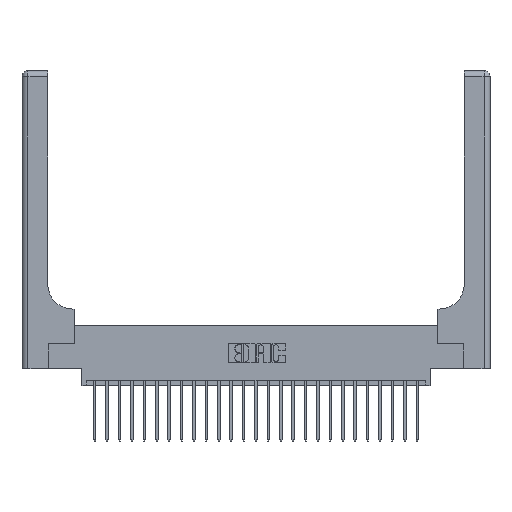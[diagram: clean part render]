
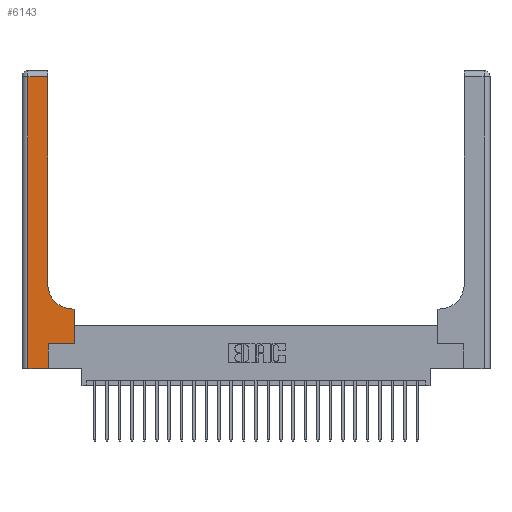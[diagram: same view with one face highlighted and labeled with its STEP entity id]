
A CAD part, top view. The second image highlights one B-rep face of the part: STEP entity #6143.
In plain terms, the highlighted planar face has unit normal (0, 0, 1).
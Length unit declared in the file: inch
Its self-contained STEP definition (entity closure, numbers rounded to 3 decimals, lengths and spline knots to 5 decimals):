
#277 = LINE ( 'NONE', #7332, #24723 ) ;
#322 = ORIENTED_EDGE ( 'NONE', *, *, #16746, .T. ) ;
#814 = LINE ( 'NONE', #3343, #10581 ) ;
#952 = ORIENTED_EDGE ( 'NONE', *, *, #6839, .T. ) ;
#1032 = CARTESIAN_POINT ( 'NONE',  ( 0.265, 0.25, 0.37 ) ) ;
#1181 = ORIENTED_EDGE ( 'NONE', *, *, #10063, .T. ) ;
#2034 = LINE ( 'NONE', #10520, #6004 ) ;
#2327 = VECTOR ( 'NONE', #21062, 39.37008 ) ;
#2730 = PLANE ( 'NONE',  #24964 ) ;
#3056 = VERTEX_POINT ( 'NONE', #12104 ) ;
#3082 = DIRECTION ( 'NONE',  ( 0., 1., 0. ) ) ;
#3206 = CARTESIAN_POINT ( 'NONE',  ( 0.26, 0.85, 0.37 ) ) ;
#3343 = CARTESIAN_POINT ( 'NONE',  ( 0.26, 0.6, 0.37 ) ) ;
#4873 = CARTESIAN_POINT ( 'NONE',  ( 0.06, 0., 0.37 ) ) ;
#5294 = DIRECTION ( 'NONE',  ( -1., 0., 0. ) ) ;
#5694 = VERTEX_POINT ( 'NONE', #10588 ) ;
#5914 = CIRCLE ( 'NONE', #7633, 0.25 ) ;
#6004 = VECTOR ( 'NONE', #16377, 39.37008 ) ;
#6143 = ADVANCED_FACE ( 'NONE', ( #21157 ), #2730, .F. ) ;
#6687 = EDGE_CURVE ( 'NONE', #3056, #16588, #24953, .T. ) ;
#6742 = DIRECTION ( 'NONE',  ( -1., 0., 0. ) ) ;
#6839 = EDGE_CURVE ( 'NONE', #15777, #3056, #2034, .T. ) ;
#6913 = ORIENTED_EDGE ( 'NONE', *, *, #7021, .T. ) ;
#7021 = EDGE_CURVE ( 'NONE', #21579, #7959, #12693, .T. ) ;
#7332 = CARTESIAN_POINT ( 'NONE',  ( 0., 0., 0.37 ) ) ;
#7633 = AXIS2_PLACEMENT_3D ( 'NONE', #19572, #8009, #21463 ) ;
#7874 = EDGE_CURVE ( 'NONE', #16197, #15777, #17786, .T. ) ;
#7959 = VERTEX_POINT ( 'NONE', #4873 ) ;
#8009 = DIRECTION ( 'NONE',  ( 0., 0., -1. ) ) ;
#8202 = CARTESIAN_POINT ( 'NONE',  ( 0.265, 0., 0.37 ) ) ;
#8352 = DIRECTION ( 'NONE',  ( -1., 0., 0. ) ) ;
#9044 = VECTOR ( 'NONE', #8352, 39.37008 ) ;
#9453 = VERTEX_POINT ( 'NONE', #11109 ) ;
#10063 = EDGE_CURVE ( 'NONE', #23379, #9453, #11975, .T. ) ;
#10520 = CARTESIAN_POINT ( 'NONE',  ( 0.265, 0.25, 0.37 ) ) ;
#10581 = VECTOR ( 'NONE', #5294, 39.37008 ) ;
#10588 = CARTESIAN_POINT ( 'NONE',  ( 0.51, 0.6, 0.37 ) ) ;
#10856 = ORIENTED_EDGE ( 'NONE', *, *, #19953, .T. ) ;
#11109 = CARTESIAN_POINT ( 'NONE',  ( 0.26, 2.94, 0.37 ) ) ;
#11799 = CARTESIAN_POINT ( 'NONE',  ( 0.06, 2.94, 0.37 ) ) ;
#11975 = LINE ( 'NONE', #12784, #21586 ) ;
#12104 = CARTESIAN_POINT ( 'NONE',  ( 0.528, 0.25, 0.37 ) ) ;
#12519 = CARTESIAN_POINT ( 'NONE',  ( 0., 3., 0.37 ) ) ;
#12693 = LINE ( 'NONE', #19157, #2327 ) ;
#12784 = CARTESIAN_POINT ( 'NONE',  ( 0.26, 3., 0.37 ) ) ;
#12813 = EDGE_CURVE ( 'NONE', #7959, #16197, #277, .T. ) ;
#13190 = DIRECTION ( 'NONE',  ( 1., 0., 0. ) ) ;
#13919 = ORIENTED_EDGE ( 'NONE', *, *, #6687, .T. ) ;
#13940 = CARTESIAN_POINT ( 'NONE',  ( 0.528, 0.25, 0.37 ) ) ;
#14162 = EDGE_CURVE ( 'NONE', #16588, #5694, #814, .T. ) ;
#14371 = EDGE_LOOP ( 'NONE', ( #1181, #322, #6913, #19378, #17983, #952, #13919, #14509, #10856 ) ) ;
#14509 = ORIENTED_EDGE ( 'NONE', *, *, #14162, .T. ) ;
#14857 = VECTOR ( 'NONE', #23540, 39.37008 ) ;
#15777 = VERTEX_POINT ( 'NONE', #1032 ) ;
#16197 = VERTEX_POINT ( 'NONE', #8202 ) ;
#16272 = DIRECTION ( 'NONE',  ( 0., 1., 0. ) ) ;
#16377 = DIRECTION ( 'NONE',  ( 1., 0., 0. ) ) ;
#16588 = VERTEX_POINT ( 'NONE', #17300 ) ;
#16746 = EDGE_CURVE ( 'NONE', #9453, #21579, #24294, .T. ) ;
#17174 = VECTOR ( 'NONE', #16272, 39.37008 ) ;
#17300 = CARTESIAN_POINT ( 'NONE',  ( 0.528, 0.6, 0.37 ) ) ;
#17786 = LINE ( 'NONE', #20133, #17174 ) ;
#17892 = CARTESIAN_POINT ( 'NONE',  ( 0., 2.94, 0.37 ) ) ;
#17983 = ORIENTED_EDGE ( 'NONE', *, *, #7874, .T. ) ;
#18352 = DIRECTION ( 'NONE',  ( 0., 0., -1. ) ) ;
#19157 = CARTESIAN_POINT ( 'NONE',  ( 0.06, 3., 0.37 ) ) ;
#19378 = ORIENTED_EDGE ( 'NONE', *, *, #12813, .T. ) ;
#19572 = CARTESIAN_POINT ( 'NONE',  ( 0.51, 0.85, 0.37 ) ) ;
#19953 = EDGE_CURVE ( 'NONE', #5694, #23379, #5914, .T. ) ;
#20133 = CARTESIAN_POINT ( 'NONE',  ( 0.265, 0., 0.37 ) ) ;
#21062 = DIRECTION ( 'NONE',  ( 0., -1., 0. ) ) ;
#21157 = FACE_OUTER_BOUND ( 'NONE', #14371, .T. ) ;
#21463 = DIRECTION ( 'NONE',  ( 1., 0., 0. ) ) ;
#21579 = VERTEX_POINT ( 'NONE', #11799 ) ;
#21586 = VECTOR ( 'NONE', #3082, 39.37008 ) ;
#23379 = VERTEX_POINT ( 'NONE', #3206 ) ;
#23540 = DIRECTION ( 'NONE',  ( 0., 1., 0. ) ) ;
#24294 = LINE ( 'NONE', #17892, #9044 ) ;
#24723 = VECTOR ( 'NONE', #13190, 39.37008 ) ;
#24953 = LINE ( 'NONE', #13940, #14857 ) ;
#24964 = AXIS2_PLACEMENT_3D ( 'NONE', #12519, #18352, #6742 ) ;
